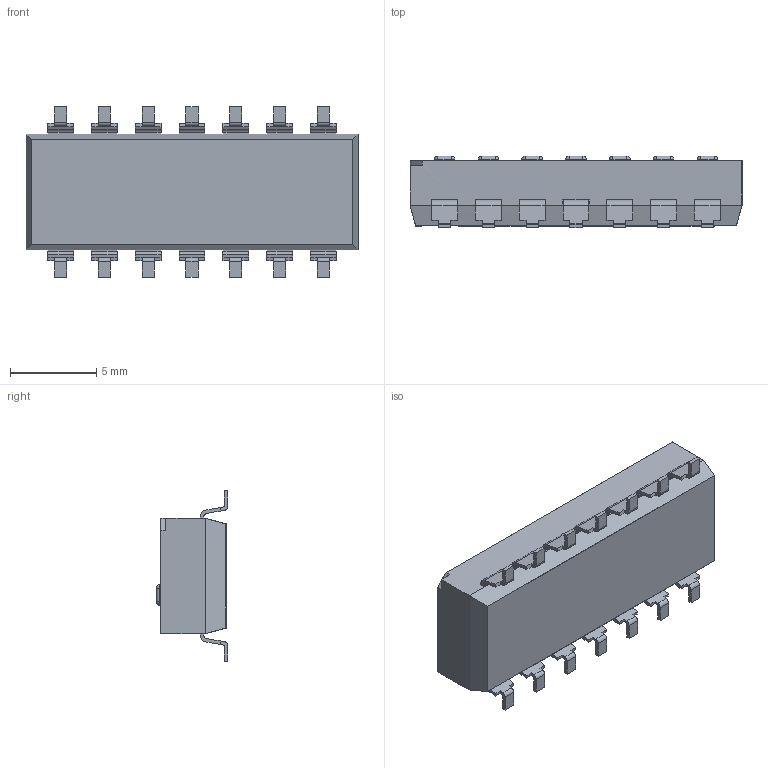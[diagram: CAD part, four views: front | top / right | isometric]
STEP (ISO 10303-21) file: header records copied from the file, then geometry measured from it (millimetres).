
FILE_DESCRIPTION (( 'STEP AP214' ), '1' );
FILE_NAME ('User Library-DIP SW 7P.STEP', '2019-10-01T15:28:56', ( '' ), ( '' ), 'SwSTEP 2.0', 'SolidWorks 2019', '' );
FILE_SCHEMA (( 'AUTOMOTIVE_DESIGN' ));
Length unit declared in the file: millimetre
Products named in the file (1): User Library-DIP SW 7P
Bounding box: 19.25 x 4.15 x 9.9 mm (x, y, z)
Volume: 478 mm3; surface area: 591.9 mm2
Topology: 1 solids, 1 shells, 582 faces, 1466 edges, 873 vertices
Faces by surface type: plane 256, cylinder 252, bspline 74
Entity records: 21680 total; most frequent: CARTESIAN_POINT 5373, ORIENTED_EDGE 2842, DIRECTION 2342, EDGE_CURVE 1421, VECTOR 926, LINE 926, VERTEX_POINT 873, AXIS2_PLACEMENT_3D 708
